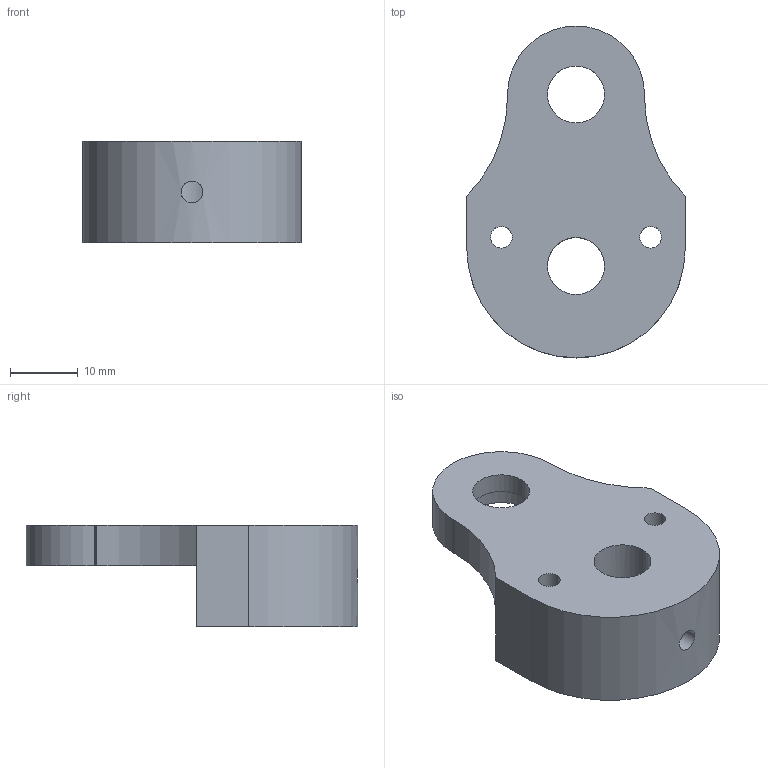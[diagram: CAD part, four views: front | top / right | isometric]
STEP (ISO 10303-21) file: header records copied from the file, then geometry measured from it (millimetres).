
FILE_DESCRIPTION(('STEP AP214'),'1');
FILE_NAME('circuit_top.stp','2022-04-07T03:56:13',(' '),(' '),'Spatial InterOp 3D',' ',' ');
FILE_SCHEMA(('AUTOMOTIVE_DESIGN { 1 0 10303 214 1 1 1 1 }'));
Length unit declared in the file: metre
Products named in the file (1): Sólido111
Bounding box: 32.2 x 48.92 x 15 mm (x, y, z)
Volume: 10797.7 mm3; surface area: 4872.8 mm2
Topology: 1 solids, 1 shells, 35 faces, 97 edges, 66 vertices
Faces by surface type: cylinder 23, plane 12
Entity records: 1300 total; most frequent: CARTESIAN_POINT 310, DIRECTION 211, ORIENTED_EDGE 194, EDGE_CURVE 97, AXIS2_PLACEMENT_3D 83, VERTEX_POINT 66, EDGE_LOOP 49, CIRCLE 47
